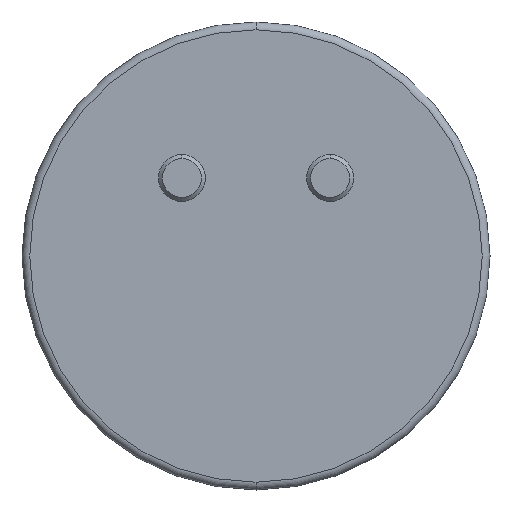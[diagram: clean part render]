
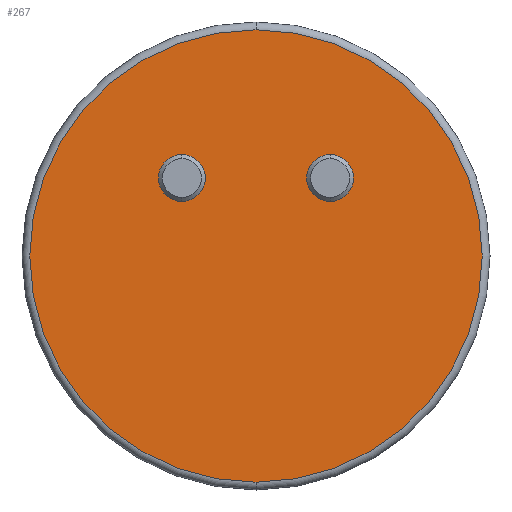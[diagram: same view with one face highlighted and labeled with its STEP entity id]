
A CAD part, front view. The second image highlights one B-rep face of the part: STEP entity #267.
In plain terms, the highlighted planar face has unit normal (0, -1, 0).
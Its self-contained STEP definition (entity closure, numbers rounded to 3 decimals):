
#13 = CARTESIAN_POINT ( 'NONE',  ( -0.95, 0., 1. ) ) ;
#17 = AXIS2_PLACEMENT_3D ( 'NONE', #155, #620, #357 ) ;
#24 = DIRECTION ( 'NONE',  ( 0., -1., 0. ) ) ;
#30 = CARTESIAN_POINT ( 'NONE',  ( -0.95, 0., 1. ) ) ;
#31 = DIRECTION ( 'NONE',  ( 0., 1., 0. ) ) ;
#40 = FACE_BOUND ( 'NONE', #269, .T. ) ;
#47 = FACE_OUTER_BOUND ( 'NONE', #833, .T. ) ;
#54 = ORIENTED_EDGE ( 'NONE', *, *, #379, .T. ) ;
#75 = DIRECTION ( 'NONE',  ( 0., 0., 1. ) ) ;
#86 = DIRECTION ( 'NONE',  ( 0., 0., 1. ) ) ;
#98 = VERTEX_POINT ( 'NONE', #672 ) ;
#142 = DIRECTION ( 'NONE',  ( 0., -1., 0. ) ) ;
#151 = DIRECTION ( 'NONE',  ( 0., -1., 0. ) ) ;
#155 = CARTESIAN_POINT ( 'NONE',  ( 0.95, 0., 1. ) ) ;
#169 = VERTEX_POINT ( 'NONE', #704 ) ;
#188 = AXIS2_PLACEMENT_3D ( 'NONE', #13, #151, #75 ) ;
#255 = EDGE_CURVE ( 'NONE', #358, #319, #387, .T. ) ;
#256 = VERTEX_POINT ( 'NONE', #285 ) ;
#267 = ADVANCED_FACE ( 'NONE', ( #355, #47, #40 ), #486, .F. ) ;
#269 = EDGE_LOOP ( 'NONE', ( #622, #804 ) ) ;
#277 = EDGE_CURVE ( 'NONE', #98, #661, #734, .T. ) ;
#283 = ORIENTED_EDGE ( 'NONE', *, *, #459, .F. ) ;
#285 = CARTESIAN_POINT ( 'NONE',  ( -0.95, 0., 1.3 ) ) ;
#286 = DIRECTION ( 'NONE',  ( 0., 0., 1. ) ) ;
#298 = DIRECTION ( 'NONE',  ( 0., -1., 0. ) ) ;
#303 = DIRECTION ( 'NONE',  ( 0., 0., 1. ) ) ;
#319 = VERTEX_POINT ( 'NONE', #712 ) ;
#355 = FACE_BOUND ( 'NONE', #796, .T. ) ;
#357 = DIRECTION ( 'NONE',  ( 0., 0., 1. ) ) ;
#358 = VERTEX_POINT ( 'NONE', #762 ) ;
#379 = EDGE_CURVE ( 'NONE', #661, #98, #460, .T. ) ;
#387 = CIRCLE ( 'NONE', #17, 0.3 ) ;
#404 = CARTESIAN_POINT ( 'NONE',  ( 0., 0., 0. ) ) ;
#420 = CARTESIAN_POINT ( 'NONE',  ( 0.95, 0., 1. ) ) ;
#444 = AXIS2_PLACEMENT_3D ( 'NONE', #404, #142, #286 ) ;
#459 = EDGE_CURVE ( 'NONE', #256, #169, #505, .T. ) ;
#460 = CIRCLE ( 'NONE', #444, 2.9 ) ;
#464 = CIRCLE ( 'NONE', #508, 0.3 ) ;
#486 = PLANE ( 'NONE',  #809 ) ;
#488 = DIRECTION ( 'NONE',  ( 0., 0., 1. ) ) ;
#502 = DIRECTION ( 'NONE',  ( 0., 0., 1. ) ) ;
#505 = CIRCLE ( 'NONE', #188, 0.3 ) ;
#508 = AXIS2_PLACEMENT_3D ( 'NONE', #420, #24, #488 ) ;
#572 = AXIS2_PLACEMENT_3D ( 'NONE', #30, #298, #86 ) ;
#595 = ORIENTED_EDGE ( 'NONE', *, *, #794, .F. ) ;
#620 = DIRECTION ( 'NONE',  ( 0., -1., 0. ) ) ;
#622 = ORIENTED_EDGE ( 'NONE', *, *, #255, .F. ) ;
#625 = CARTESIAN_POINT ( 'NONE',  ( 0., 0., 0. ) ) ;
#637 = ORIENTED_EDGE ( 'NONE', *, *, #277, .T. ) ;
#657 = CIRCLE ( 'NONE', #572, 0.3 ) ;
#661 = VERTEX_POINT ( 'NONE', #764 ) ;
#672 = CARTESIAN_POINT ( 'NONE',  ( 0., 0., 2.9 ) ) ;
#704 = CARTESIAN_POINT ( 'NONE',  ( -0.95, 0., 0.7 ) ) ;
#712 = CARTESIAN_POINT ( 'NONE',  ( 0.95, 0., 0.7 ) ) ;
#734 = CIRCLE ( 'NONE', #859, 2.9 ) ;
#762 = CARTESIAN_POINT ( 'NONE',  ( 0.95, 0., 1.3 ) ) ;
#764 = CARTESIAN_POINT ( 'NONE',  ( 0., 0., -2.9 ) ) ;
#773 = EDGE_CURVE ( 'NONE', #319, #358, #464, .T. ) ;
#782 = CARTESIAN_POINT ( 'NONE',  ( 0., 0., 0. ) ) ;
#794 = EDGE_CURVE ( 'NONE', #169, #256, #657, .T. ) ;
#796 = EDGE_LOOP ( 'NONE', ( #283, #595 ) ) ;
#804 = ORIENTED_EDGE ( 'NONE', *, *, #773, .F. ) ;
#809 = AXIS2_PLACEMENT_3D ( 'NONE', #625, #31, #303 ) ;
#833 = EDGE_LOOP ( 'NONE', ( #637, #54 ) ) ;
#854 = DIRECTION ( 'NONE',  ( 0., -1., 0. ) ) ;
#859 = AXIS2_PLACEMENT_3D ( 'NONE', #782, #854, #502 ) ;
